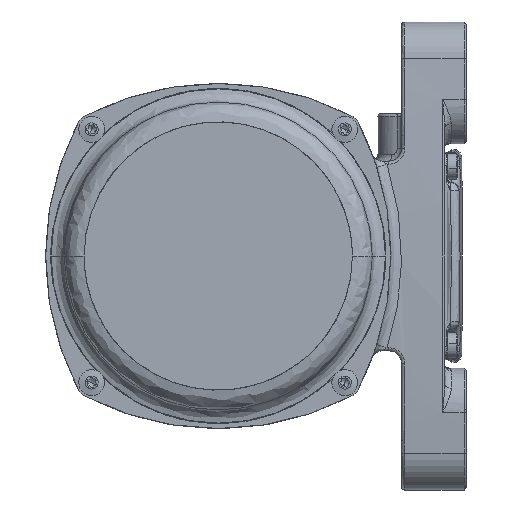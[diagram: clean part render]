
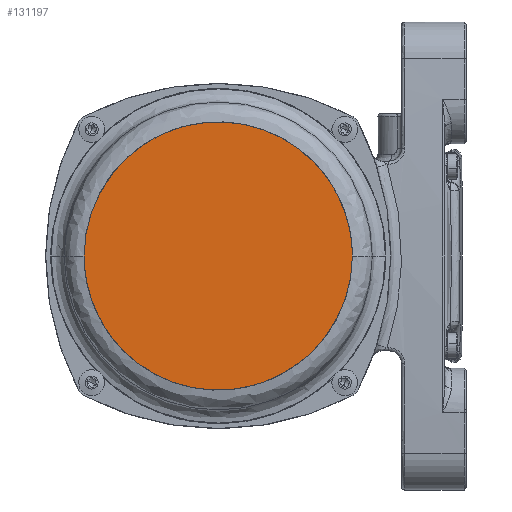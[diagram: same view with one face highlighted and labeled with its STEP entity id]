
A CAD part, left-side view. The second image highlights one B-rep face of the part: STEP entity #131197.
In plain terms, the highlighted planar face has unit normal (-1, 0, 0).
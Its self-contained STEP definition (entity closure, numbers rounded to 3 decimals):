
#2149 = CARTESIAN_POINT ( 'NONE',  ( -190., 177.2, 0. ) ) ;
#3828 = DIRECTION ( 'NONE',  ( -1., 0., 0. ) ) ;
#5183 = ORIENTED_EDGE ( 'NONE', *, *, #106845, .F. ) ;
#12987 = CARTESIAN_POINT ( 'NONE',  ( -190., 52.8, 0. ) ) ;
#26029 = CARTESIAN_POINT ( 'NONE',  ( -190., 43.6, 0. ) ) ;
#34226 = CARTESIAN_POINT ( 'NONE',  ( -190., 177.2, 124.4 ) ) ;
#34719 = CARTESIAN_POINT ( 'NONE',  ( -190., 177.2, 0. ) ) ;
#35706 = CARTESIAN_POINT ( 'NONE',  ( -190., 177.2, -124.4 ) ) ;
#39362 = FACE_OUTER_BOUND ( 'NONE', #114839, .T. ) ;
#39508 = CARTESIAN_POINT ( 'NONE',  ( -190., 177.2, 0. ) ) ;
#45359 =( BOUNDED_CURVE ( )  B_SPLINE_CURVE ( 3, ( #34719, #34226, #92240, #12987 ),
 .UNSPECIFIED., .F., .F. ) 
 B_SPLINE_CURVE_WITH_KNOTS ( ( 4, 4 ),
 ( 0., 1. ),
 .UNSPECIFIED. ) 
 CURVE ( )  GEOMETRIC_REPRESENTATION_ITEM ( )  RATIONAL_B_SPLINE_CURVE ( ( 1., 0.333, 0.333, 1. ) ) 
 REPRESENTATION_ITEM ( '' )  );
#55364 = EDGE_CURVE ( 'NONE', #118508, #119389, #129363, .T. ) ;
#69603 = CARTESIAN_POINT ( 'NONE',  ( -190., 52.8, 0. ) ) ;
#85595 = ORIENTED_EDGE ( 'NONE', *, *, #55364, .F. ) ;
#92240 = CARTESIAN_POINT ( 'NONE',  ( -190., 52.8, 124.4 ) ) ;
#93501 = DIRECTION ( 'NONE',  ( 0., -1., 0. ) ) ;
#102121 = CARTESIAN_POINT ( 'NONE',  ( -190., 52.8, -124.4 ) ) ;
#103406 = AXIS2_PLACEMENT_3D ( 'NONE', #26029, #3828, #93501 ) ;
#105127 = CARTESIAN_POINT ( 'NONE',  ( -190., 52.8, 0. ) ) ;
#106845 = EDGE_CURVE ( 'NONE', #119389, #118508, #45359, .T. ) ;
#114839 = EDGE_LOOP ( 'NONE', ( #5183, #85595 ) ) ;
#115632 = PLANE ( 'NONE',  #103406 ) ;
#118508 = VERTEX_POINT ( 'NONE', #105127 ) ;
#119389 = VERTEX_POINT ( 'NONE', #39508 ) ;
#129363 =( BOUNDED_CURVE ( )  B_SPLINE_CURVE ( 3, ( #69603, #102121, #35706, #2149 ),
 .UNSPECIFIED., .F., .F. ) 
 B_SPLINE_CURVE_WITH_KNOTS ( ( 4, 4 ),
 ( 0., 1. ),
 .UNSPECIFIED. ) 
 CURVE ( )  GEOMETRIC_REPRESENTATION_ITEM ( )  RATIONAL_B_SPLINE_CURVE ( ( 1., 0.333, 0.333, 1. ) ) 
 REPRESENTATION_ITEM ( '' )  );
#131197 = ADVANCED_FACE ( 'NONE', ( #39362 ), #115632, .T. ) ;
